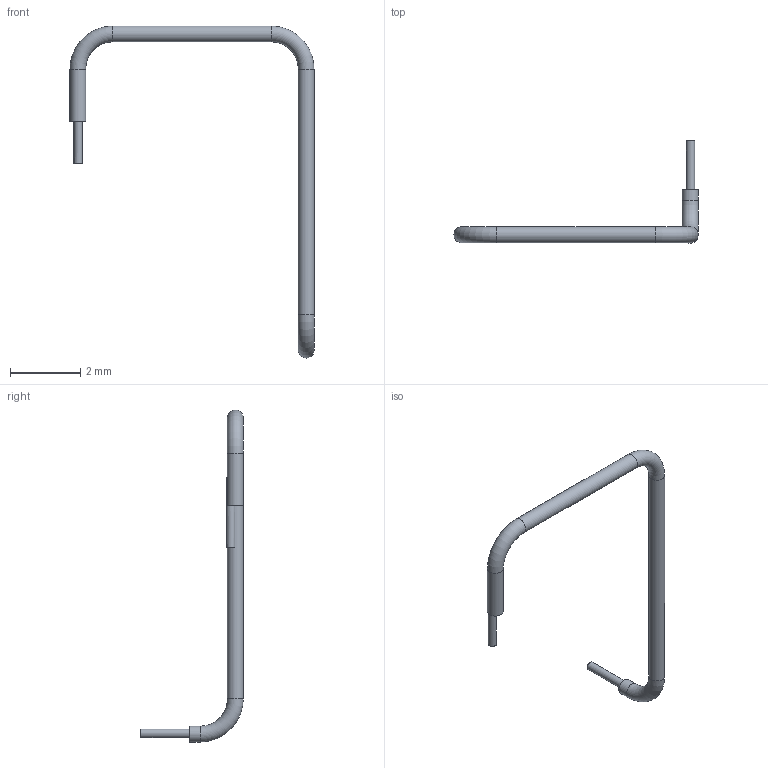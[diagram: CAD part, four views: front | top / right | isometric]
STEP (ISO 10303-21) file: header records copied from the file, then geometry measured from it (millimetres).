
FILE_DESCRIPTION(('FreeCAD Model'),'2;1');
FILE_NAME('Open CASCADE Shape Model','2024-10-04T06:49:40',('Author'),( ''),'Open CASCADE STEP processor 7.6','FreeCAD','Unknown');
FILE_SCHEMA(('AUTOMOTIVE_DESIGN { 1 0 10303 214 1 1 1 1 }'));
Length unit declared in the file: millimetre
Products named in the file (2): Exploded Slice; Fusion002
Assembly tree (1 placements, depth 2):
  Exploded Slice
    Fusion002
Bounding box: 6.95 x 2.92 x 9.45 mm (x, y, z)
Volume: 3 mm3; surface area: 27.7 mm2
Topology: 1 solids, 1 shells, 14 faces, 27 edges, 16 vertices
Faces by surface type: cylinder 6, plane 5, torus 3
Full cylindrical faces by diameter (mm): 0.24 x2, 0.45 x4
Entity records: 438 total; most frequent: DIRECTION 78, CARTESIAN_POINT 59, ORIENTED_EDGE 54, AXIS2_PLACEMENT_3D 35, EDGE_CURVE 27, CIRCLE 19, VERTEX_POINT 16, FACE_BOUND 15
